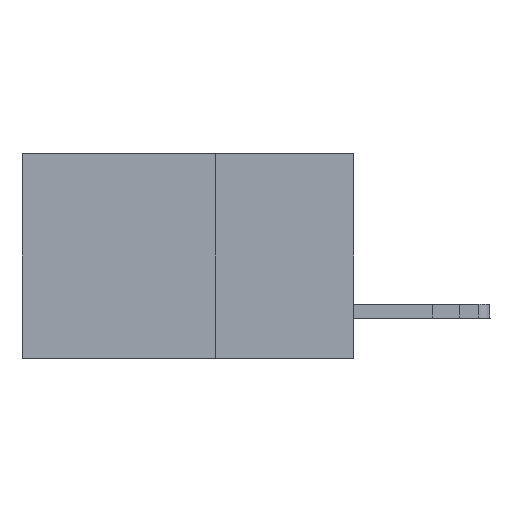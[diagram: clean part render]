
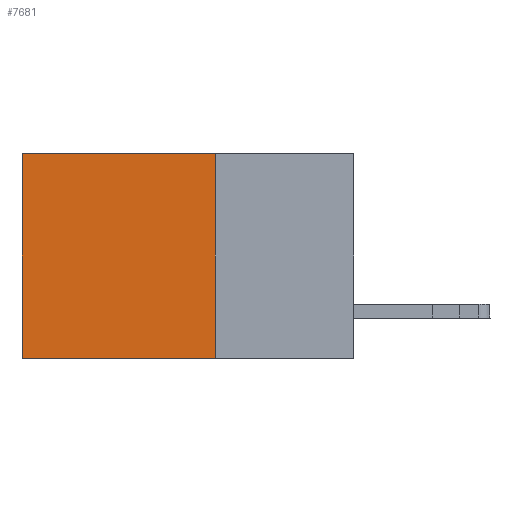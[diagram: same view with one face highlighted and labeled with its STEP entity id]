
A CAD part, left-side view. The second image highlights one B-rep face of the part: STEP entity #7681.
In plain terms, the highlighted planar face has unit normal (-1, 0, 0).
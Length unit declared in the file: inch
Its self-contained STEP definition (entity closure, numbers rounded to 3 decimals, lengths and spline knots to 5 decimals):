
#221 = DIRECTION ( 'NONE',  ( 0., 1., 0. ) ) ;
#1125 = CARTESIAN_POINT ( 'NONE',  ( 0.2875, 0.25, 0. ) ) ;
#1328 = CARTESIAN_POINT ( 'NONE',  ( 0.2875, 0.25, 0. ) ) ;
#2505 = CARTESIAN_POINT ( 'NONE',  ( 0.2875, 0.25, -0.37 ) ) ;
#2538 = VERTEX_POINT ( 'NONE', #9176 ) ;
#2909 = VERTEX_POINT ( 'NONE', #2505 ) ;
#3340 = ORIENTED_EDGE ( 'NONE', *, *, #10091, .F. ) ;
#3508 = CARTESIAN_POINT ( 'NONE',  ( 0.2875, 0.6, 0. ) ) ;
#3681 = VECTOR ( 'NONE', #4204, 39.37008 ) ;
#3827 = VECTOR ( 'NONE', #221, 39.37008 ) ;
#4204 = DIRECTION ( 'NONE',  ( 0., 1., 0. ) ) ;
#4423 = FACE_OUTER_BOUND ( 'NONE', #7820, .T. ) ;
#5895 = DIRECTION ( 'NONE',  ( 1., 0., 0. ) ) ;
#6012 = LINE ( 'NONE', #1328, #13692 ) ;
#6347 = AXIS2_PLACEMENT_3D ( 'NONE', #1125, #5895, #16519 ) ;
#7681 = ADVANCED_FACE ( 'NONE', ( #4423 ), #15048, .F. ) ;
#7696 = VECTOR ( 'NONE', #13458, 39.37008 ) ;
#7725 = ORIENTED_EDGE ( 'NONE', *, *, #17038, .T. ) ;
#7820 = EDGE_LOOP ( 'NONE', ( #17626, #3340, #9123, #7725 ) ) ;
#7865 = LINE ( 'NONE', #11766, #3681 ) ;
#9123 = ORIENTED_EDGE ( 'NONE', *, *, #17424, .F. ) ;
#9176 = CARTESIAN_POINT ( 'NONE',  ( 0.2875, 0.6, -0.37 ) ) ;
#10091 = EDGE_CURVE ( 'NONE', #2909, #2538, #7865, .T. ) ;
#10423 = CARTESIAN_POINT ( 'NONE',  ( 0.2875, 0.6, 0. ) ) ;
#11766 = CARTESIAN_POINT ( 'NONE',  ( 0.2875, 0.25, -0.37 ) ) ;
#12707 = CARTESIAN_POINT ( 'NONE',  ( 0.2875, 0.25, 0. ) ) ;
#12719 = LINE ( 'NONE', #10423, #7696 ) ;
#13458 = DIRECTION ( 'NONE',  ( 0., 0., -1. ) ) ;
#13692 = VECTOR ( 'NONE', #13734, 39.37008 ) ;
#13734 = DIRECTION ( 'NONE',  ( 0., 0., -1. ) ) ;
#14707 = VERTEX_POINT ( 'NONE', #3508 ) ;
#15048 = PLANE ( 'NONE',  #6347 ) ;
#16033 = LINE ( 'NONE', #12707, #3827 ) ;
#16519 = DIRECTION ( 'NONE',  ( 0., 0., -1. ) ) ;
#17038 = EDGE_CURVE ( 'NONE', #17059, #14707, #16033, .T. ) ;
#17059 = VERTEX_POINT ( 'NONE', #18605 ) ;
#17424 = EDGE_CURVE ( 'NONE', #17059, #2909, #6012, .T. ) ;
#17626 = ORIENTED_EDGE ( 'NONE', *, *, #18390, .T. ) ;
#18390 = EDGE_CURVE ( 'NONE', #14707, #2538, #12719, .T. ) ;
#18605 = CARTESIAN_POINT ( 'NONE',  ( 0.2875, 0.25, 0. ) ) ;
